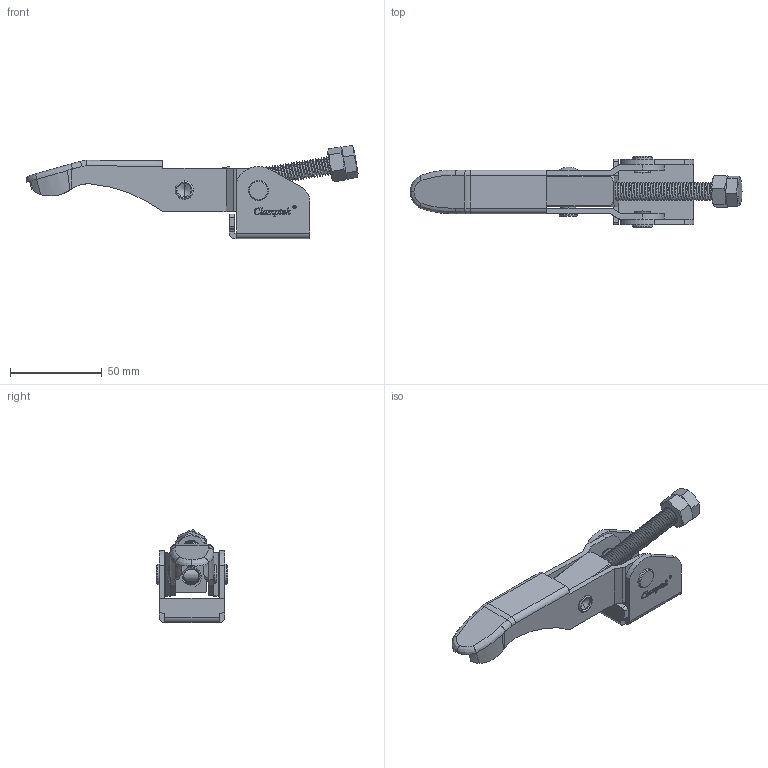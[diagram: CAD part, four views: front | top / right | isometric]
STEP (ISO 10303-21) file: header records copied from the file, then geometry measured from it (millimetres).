
FILE_DESCRIPTION (( 'STEP AP203' ), '1' );
FILE_NAME ('CH-43160.STEP', '2017-12-01T06:31:36', ( 'Windows' ), ( 'Microsoft' ), 'SwSTEP 2.0', 'SolidWorks 2015', '' );
FILE_SCHEMA (( 'CONFIG_CONTROL_DESIGN' ));
Length unit declared in the file: millimetre
Products named in the file (8): CH-43150-03 HANDLE; CH-43150-05; CH-43150-04; CH-43150-06; M10X75; M10 Nut; CH-43160; CH-43160-01 BASE
Assembly tree (8 placements, depth 2):
  CH-43160
    CH-43160-01 BASE
    CH-43150-03 HANDLE
    CH-43150-05  x2
    CH-43150-04
    CH-43150-06
    M10X75
    M10 Nut
Bounding box: 180.99 x 38.8 x 50.74 mm (x, y, z)
Volume: 47510.5 mm3; surface area: 36262.7 mm2
Topology: 8 solids, 8 shells, 639 faces, 1751 edges, 1149 vertices
Faces by surface type: plane 233, bspline 217, cylinder 150, cone 27, torus 12
Entity records: 46844 total; most frequent: CARTESIAN_POINT 32030, ORIENTED_EDGE 3442, DIRECTION 2054, EDGE_CURVE 1721, VERTEX_POINT 1136, VECTOR 858, LINE 858, EDGE_LOOP 679
